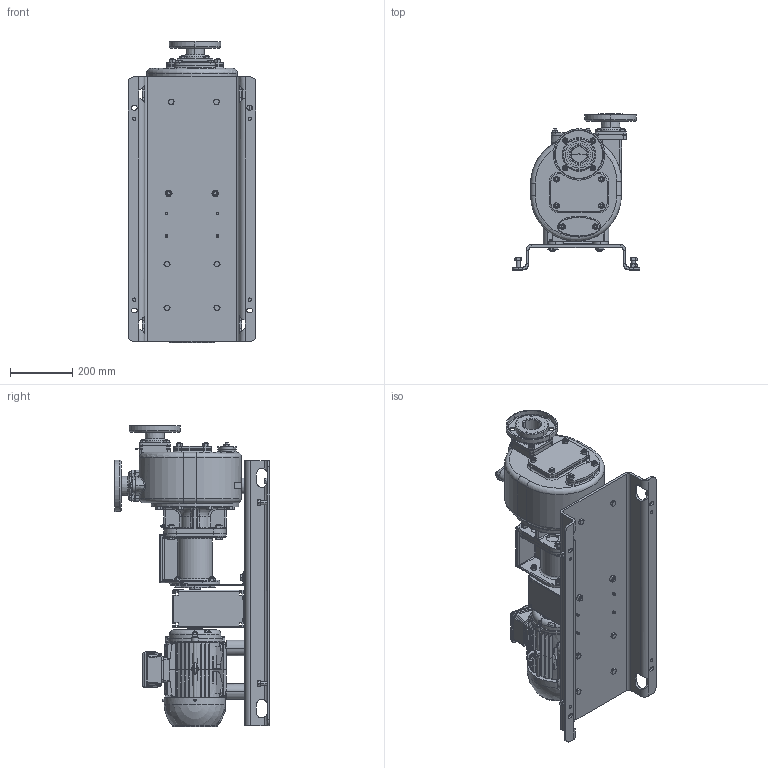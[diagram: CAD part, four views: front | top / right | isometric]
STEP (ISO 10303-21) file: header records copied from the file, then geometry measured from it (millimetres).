
FILE_DESCRIPTION((''),'2;1');
FILE_NAME('S_66_K_B_FIT_SW0001','2016-10-28T',('Nicola'),(''),'CREO PARAMETRIC BY PTC INC, 2015290','CREO PARAMETRIC BY PTC INC, 2015290','');
FILE_SCHEMA(('CONFIG_CONTROL_DESIGN'));
Products named in the file (1): S_66_K_B_FIT_SW0001
Bounding box: 410 x 499 x 968.6 mm (x, y, z)
Volume: 31456153.8 mm3; surface area: 2964236 mm2
Topology: 1 solids, 13 shells, 5335 faces, 13201 edges, 8241 vertices
Faces by surface type: plane 3050, cone 966, cylinder 920, torus 218, bspline 157, sphere 16, extrusion 8
Entity records: 210204 total; most frequent: CARTESIAN_POINT 86168, ORIENTED_EDGE 26368, DIRECTION 24300, EDGE_CURVE 13184, AXIS2_PLACEMENT_3D 8483, VERTEX_POINT 8241, VECTOR 7334, LINE 7326
